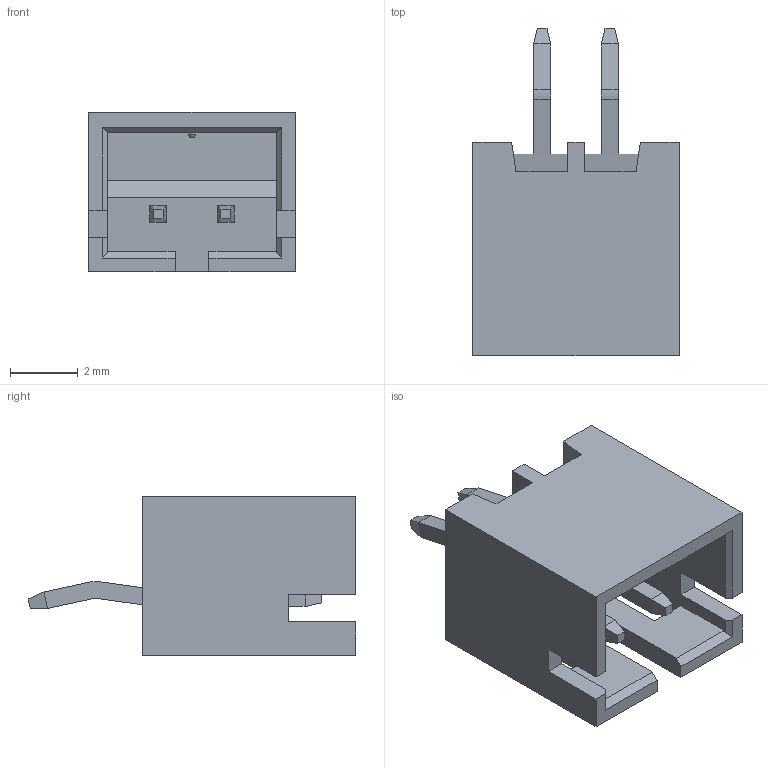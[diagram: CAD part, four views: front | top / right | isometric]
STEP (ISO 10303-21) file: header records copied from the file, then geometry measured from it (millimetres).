
FILE_DESCRIPTION (( 'STEP AP214' ), '1' );
FILE_NAME ('FWF20001-S02S22W1B-REF .STEP', '2025-03-13T06:47:16', ( '' ), ( '' ), 'SwSTEP 2.0', 'SolidWorks 2021', '' );
FILE_SCHEMA (( 'AUTOMOTIVE_DESIGN' ));
Length unit declared in the file: millimetre
Products named in the file (1): FWF20001-S02S22W1B-REF 
Bounding box: 6.1 x 9.68 x 4.7 mm (x, y, z)
Volume: 87.4 mm3; surface area: 296.3 mm2
Topology: 1 solids, 1 shells, 97 faces, 265 edges, 169 vertices
Faces by surface type: plane 89, cylinder 7, sphere 1
Entity records: 3017 total; most frequent: CARTESIAN_POINT 529, ORIENTED_EDGE 526, DIRECTION 473, EDGE_CURVE 263, LINE 249, VECTOR 249, VERTEX_POINT 168, AXIS2_PLACEMENT_3D 112
